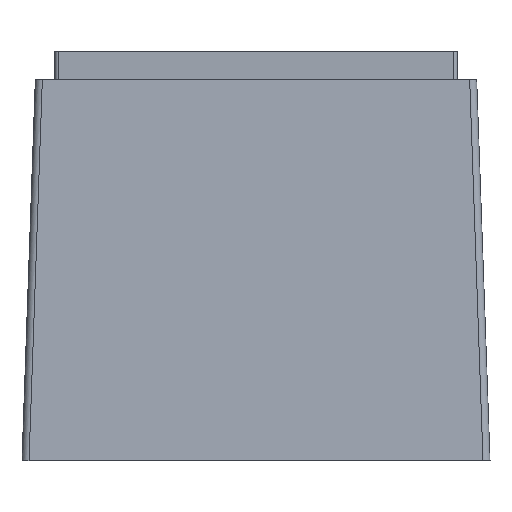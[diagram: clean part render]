
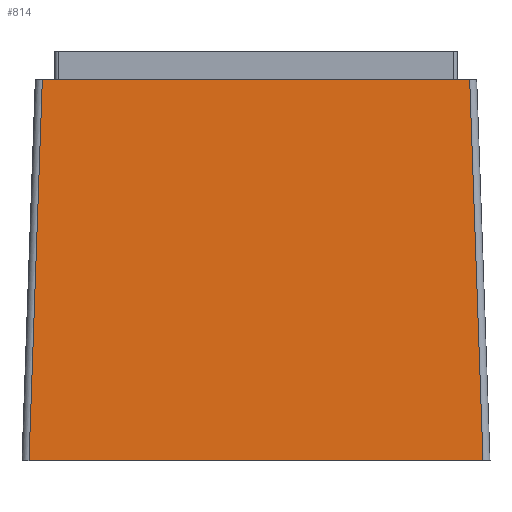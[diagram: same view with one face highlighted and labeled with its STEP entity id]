
A CAD part, front view. The second image highlights one B-rep face of the part: STEP entity #814.
In plain terms, the highlighted planar face has unit normal (0, -0.999, 0.035).
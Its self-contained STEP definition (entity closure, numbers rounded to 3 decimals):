
#794=AXIS2_PLACEMENT_3D('Plane Axis2P3D',#791,#792,#793) ;
#526=CARTESIAN_POINT('Vertex',(19.7,0.,0.)) ;
#529=CARTESIAN_POINT('Line Origine',(10.,0.,0.)) ;
#533=CARTESIAN_POINT('Vertex',(0.3,0.,0.)) ;
#768=CARTESIAN_POINT('Line Origine',(20.496,-0.796,-22.803)) ;
#772=CARTESIAN_POINT('Vertex',(19.131,0.569,16.3)) ;
#791=CARTESIAN_POINT('Axis2P3D Location',(0.,0.,0.)) ;
#796=CARTESIAN_POINT('Line Origine',(10.,0.569,16.3)) ;
#800=CARTESIAN_POINT('Vertex',(0.869,0.569,16.3)) ;
#803=CARTESIAN_POINT('Line Origine',(0.584,0.285,8.15)) ;
#530=DIRECTION('Vector Direction',(-1.,0.,0.)) ;
#769=DIRECTION('Vector Direction',(-0.035,0.035,0.999)) ;
#792=DIRECTION('Axis2P3D Direction',(0.,-0.999,0.035)) ;
#793=DIRECTION('Axis2P3D XDirection',(1.,0.,0.)) ;
#797=DIRECTION('Vector Direction',(-1.,0.,0.)) ;
#804=DIRECTION('Vector Direction',(0.035,0.035,0.999)) ;
#531=VECTOR('Line Direction',#530,1.) ;
#770=VECTOR('Line Direction',#769,1.) ;
#798=VECTOR('Line Direction',#797,1.) ;
#805=VECTOR('Line Direction',#804,1.) ;
#809=ORIENTED_EDGE('',*,*,#535,.F.) ;
#810=ORIENTED_EDGE('',*,*,#774,.T.) ;
#811=ORIENTED_EDGE('',*,*,#802,.T.) ;
#812=ORIENTED_EDGE('',*,*,#807,.F.) ;
#814=ADVANCED_FACE('K\X2\00F6\X0\rper',(#813),#795,.T.) ;
#535=EDGE_CURVE('',#527,#534,#532,.T.) ;
#774=EDGE_CURVE('',#527,#773,#771,.T.) ;
#802=EDGE_CURVE('',#773,#801,#799,.T.) ;
#807=EDGE_CURVE('',#534,#801,#806,.T.) ;
#808=EDGE_LOOP('',(#809,#810,#811,#812)) ;
#813=FACE_OUTER_BOUND('',#808,.T.) ;
#532=LINE('Line',#529,#531) ;
#771=LINE('Line',#768,#770) ;
#799=LINE('Line',#796,#798) ;
#806=LINE('Line',#803,#805) ;
#795=PLANE('',#794) ;
#527=VERTEX_POINT('',#526) ;
#534=VERTEX_POINT('',#533) ;
#773=VERTEX_POINT('',#772) ;
#801=VERTEX_POINT('',#800) ;
